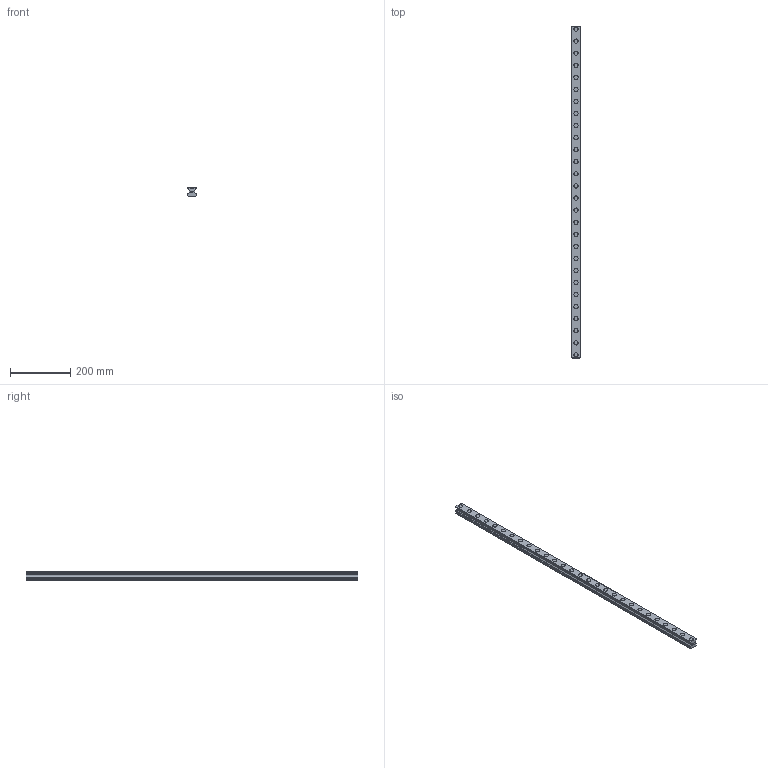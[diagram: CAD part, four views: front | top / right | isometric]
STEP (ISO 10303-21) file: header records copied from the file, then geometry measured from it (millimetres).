
FILE_DESCRIPTION(('STEP AP214'),'1');
FILE_NAME('cctmp_C764297B-24FC-453D-ACB4-700F7498600D_2021_03_11_11_31_35_0049..stp','2021-03-11T10:31:35',('HIWIN GmbH'),('CADClick - www.CADClick.com'),'Spatial InterOp 3D',' ','unknown authorization');
FILE_SCHEMA(('AUTOMOTIVE_DESIGN'));
Length unit declared in the file: millimetre
Products named in the file (1): RGR30R1100H_FILE
Bounding box: 28 x 1100 x 28 mm (x, y, z)
Volume: 629910.1 mm3; surface area: 164515.6 mm2
Topology: 1 solids, 1 shells, 367 faces, 831 edges, 554 vertices
Faces by surface type: cylinder 186, plane 181
Entity records: 13377 total; most frequent: DIRECTION 1939, CARTESIAN_POINT 1753, ORIENTED_EDGE 1662, EDGE_CURVE 831, AXIS2_PLACEMENT_3D 740, VERTEX_POINT 554, LINE 459, VECTOR 459
